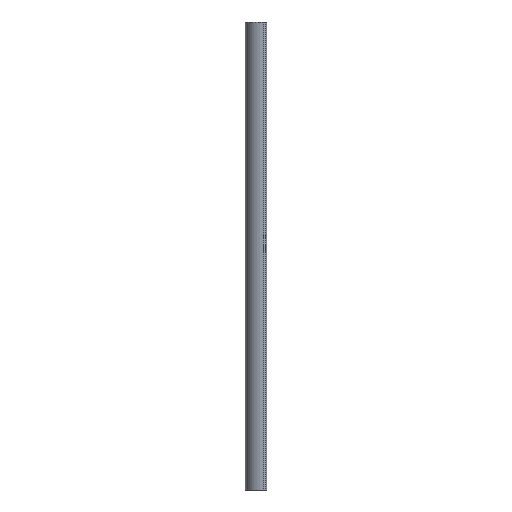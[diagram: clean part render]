
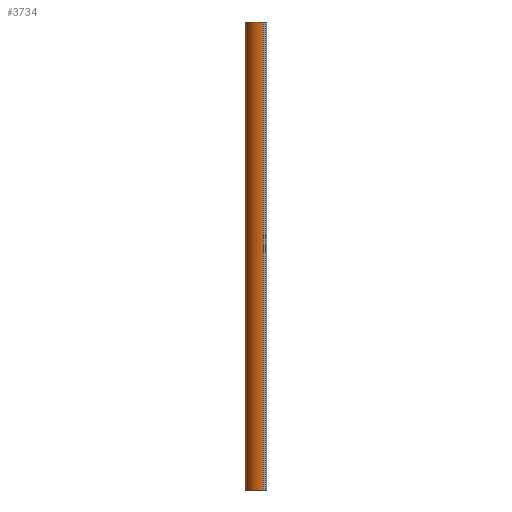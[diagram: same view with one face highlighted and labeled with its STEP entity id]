
A CAD part, left-side view. The second image highlights one B-rep face of the part: STEP entity #3734.
In plain terms, the highlighted cylindrical face has radius 37.5 mm (diameter 75 mm), a partial arc.
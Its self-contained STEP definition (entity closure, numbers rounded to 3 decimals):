
#234=FACE_OUTER_BOUND($,#424,.T.);
#424=EDGE_LOOP($,(#2891,#2892,#2893,#2894));
#718=LINE($,#6255,#1048);
#719=LINE($,#6261,#1049);
#1048=VECTOR($,#5103,1000.);
#1049=VECTOR($,#5110,1000.);
#1329=CIRCLE($,#4114,37.5);
#1330=CIRCLE($,#4115,37.5);
#1663=VERTEX_POINT($,#6251);
#1664=VERTEX_POINT($,#6253);
#1665=VERTEX_POINT($,#6257);
#1666=VERTEX_POINT($,#6259);
#2182=EDGE_CURVE($,#1663,#1664,#718,.T.);
#2183=EDGE_CURVE($,#1665,#1663,#1329,.T.);
#2184=EDGE_CURVE($,#1666,#1664,#1330,.T.);
#2185=EDGE_CURVE($,#1665,#1666,#719,.T.);
#2891=ORIENTED_EDGE($,*,*,#2183,.T.);
#2892=ORIENTED_EDGE($,*,*,#2182,.T.);
#2893=ORIENTED_EDGE($,*,*,#2184,.F.);
#2894=ORIENTED_EDGE($,*,*,#2185,.F.);
#3567=CYLINDRICAL_SURFACE($,#4113,37.5);
#3734=ADVANCED_FACE($,(#234),#3567,.T.);
#4113=AXIS2_PLACEMENT_3D($,#6256,#5104,#5105);
#4114=AXIS2_PLACEMENT_3D($,#6258,#5106,#5107);
#4115=AXIS2_PLACEMENT_3D($,#6260,#5108,#5109);
#5103=DIRECTION($,(0.,0.,1.));
#5104=DIRECTION('center_axis',(0.,0.,1.));
#5105=DIRECTION('ref_axis',(0.,1.,0.));
#5106=DIRECTION('center_axis',(0.,0.,1.));
#5107=DIRECTION('ref_axis',(0.,1.,0.));
#5108=DIRECTION('center_axis',(0.,0.,1.));
#5109=DIRECTION('ref_axis',(0.,1.,0.));
#5110=DIRECTION($,(0.,0.,1.));
#6251=CARTESIAN_POINT('',(-22.5,-15.,0.));
#6253=CARTESIAN_POINT('',(-22.5,-15.,1000.));
#6255=CARTESIAN_POINT($,(-22.5,-15.,0.));
#6256=CARTESIAN_POINT('Origin',(15.,-15.,0.));
#6257=CARTESIAN_POINT('',(15.,22.5,0.));
#6258=CARTESIAN_POINT('Origin',(15.,-15.,0.));
#6259=CARTESIAN_POINT('',(15.,22.5,1000.));
#6260=CARTESIAN_POINT('Origin',(15.,-15.,1000.));
#6261=CARTESIAN_POINT($,(15.,22.5,0.));
